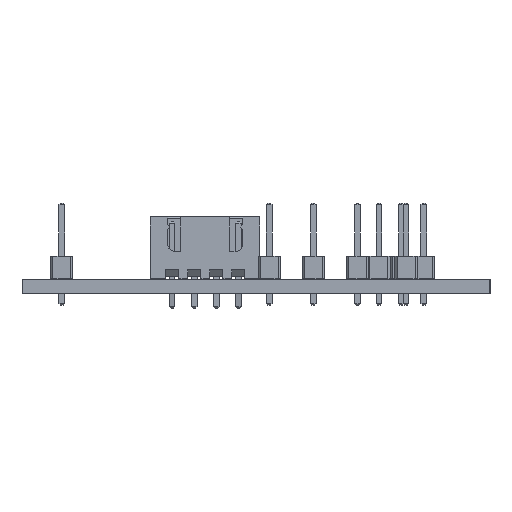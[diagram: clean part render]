
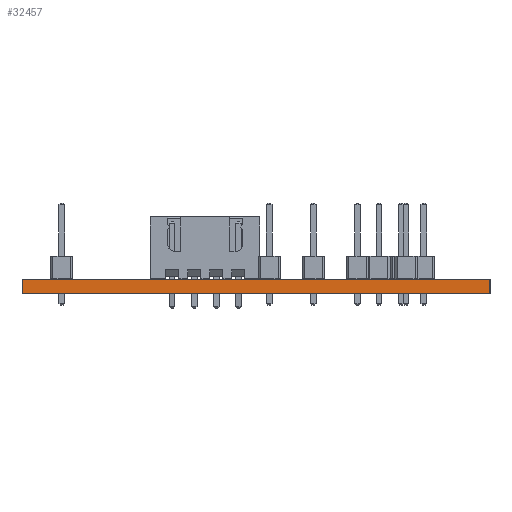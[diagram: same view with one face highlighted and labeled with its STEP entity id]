
A CAD part, left-side view. The second image highlights one B-rep face of the part: STEP entity #32457.
In plain terms, the highlighted planar face has unit normal (-1, 0, 0).
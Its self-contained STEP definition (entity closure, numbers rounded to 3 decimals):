
#32276 = PLANE('',#32277);
#32277 = AXIS2_PLACEMENT_3D('',#32278,#32279,#32280);
#32278 = CARTESIAN_POINT('',(175.,-40.,0.));
#32279 = DIRECTION('',(0.,-1.,0.));
#32280 = DIRECTION('',(-1.,0.,0.));
#32301 = VERTEX_POINT('',#32302);
#32302 = CARTESIAN_POINT('',(80.,-40.,1.6));
#32316 = PLANE('',#32317);
#32317 = AXIS2_PLACEMENT_3D('',#32318,#32319,#32320);
#32318 = CARTESIAN_POINT('',(127.5,-66.5,1.6));
#32319 = DIRECTION('',(0.,0.,1.));
#32320 = DIRECTION('',(1.,0.,-0.));
#32328 = EDGE_CURVE('',#32329,#32301,#32331,.T.);
#32329 = VERTEX_POINT('',#32330);
#32330 = CARTESIAN_POINT('',(80.,-40.,0.));
#32331 = SURFACE_CURVE('',#32332,(#32336,#32343),.PCURVE_S1.);
#32332 = LINE('',#32333,#32334);
#32333 = CARTESIAN_POINT('',(80.,-40.,0.));
#32334 = VECTOR('',#32335,1.);
#32335 = DIRECTION('',(0.,0.,1.));
#32336 = PCURVE('',#32276,#32337);
#32337 = DEFINITIONAL_REPRESENTATION('',(#32338),#32342);
#32338 = LINE('',#32339,#32340);
#32339 = CARTESIAN_POINT('',(95.,0.));
#32340 = VECTOR('',#32341,1.);
#32341 = DIRECTION('',(0.,-1.));
#32342 = ( GEOMETRIC_REPRESENTATION_CONTEXT(2) 
PARAMETRIC_REPRESENTATION_CONTEXT() REPRESENTATION_CONTEXT('2D SPACE',''
  ) );
#32343 = PCURVE('',#32344,#32349);
#32344 = PLANE('',#32345);
#32345 = AXIS2_PLACEMENT_3D('',#32346,#32347,#32348);
#32346 = CARTESIAN_POINT('',(80.,-40.,0.));
#32347 = DIRECTION('',(1.,0.,-0.));
#32348 = DIRECTION('',(0.,-1.,0.));
#32349 = DEFINITIONAL_REPRESENTATION('',(#32350),#32354);
#32350 = LINE('',#32351,#32352);
#32351 = CARTESIAN_POINT('',(0.,0.));
#32352 = VECTOR('',#32353,1.);
#32353 = DIRECTION('',(0.,-1.));
#32354 = ( GEOMETRIC_REPRESENTATION_CONTEXT(2) 
PARAMETRIC_REPRESENTATION_CONTEXT() REPRESENTATION_CONTEXT('2D SPACE',''
  ) );
#32370 = PLANE('',#32371);
#32371 = AXIS2_PLACEMENT_3D('',#32372,#32373,#32374);
#32372 = CARTESIAN_POINT('',(127.5,-66.5,0.));
#32373 = DIRECTION('',(0.,0.,1.));
#32374 = DIRECTION('',(1.,0.,-0.));
#32403 = PLANE('',#32404);
#32404 = AXIS2_PLACEMENT_3D('',#32405,#32406,#32407);
#32405 = CARTESIAN_POINT('',(80.,-93.,0.));
#32406 = DIRECTION('',(0.,1.,0.));
#32407 = DIRECTION('',(1.,0.,0.));
#32457 = ADVANCED_FACE('',(#32458),#32344,.F.);
#32458 = FACE_BOUND('',#32459,.F.);
#32459 = EDGE_LOOP('',(#32460,#32461,#32484,#32507));
#32460 = ORIENTED_EDGE('',*,*,#32328,.T.);
#32461 = ORIENTED_EDGE('',*,*,#32462,.T.);
#32462 = EDGE_CURVE('',#32301,#32463,#32465,.T.);
#32463 = VERTEX_POINT('',#32464);
#32464 = CARTESIAN_POINT('',(80.,-93.,1.6));
#32465 = SURFACE_CURVE('',#32466,(#32470,#32477),.PCURVE_S1.);
#32466 = LINE('',#32467,#32468);
#32467 = CARTESIAN_POINT('',(80.,-40.,1.6));
#32468 = VECTOR('',#32469,1.);
#32469 = DIRECTION('',(0.,-1.,0.));
#32470 = PCURVE('',#32344,#32471);
#32471 = DEFINITIONAL_REPRESENTATION('',(#32472),#32476);
#32472 = LINE('',#32473,#32474);
#32473 = CARTESIAN_POINT('',(0.,-1.6));
#32474 = VECTOR('',#32475,1.);
#32475 = DIRECTION('',(1.,0.));
#32476 = ( GEOMETRIC_REPRESENTATION_CONTEXT(2) 
PARAMETRIC_REPRESENTATION_CONTEXT() REPRESENTATION_CONTEXT('2D SPACE',''
  ) );
#32477 = PCURVE('',#32316,#32478);
#32478 = DEFINITIONAL_REPRESENTATION('',(#32479),#32483);
#32479 = LINE('',#32480,#32481);
#32480 = CARTESIAN_POINT('',(-47.5,26.5));
#32481 = VECTOR('',#32482,1.);
#32482 = DIRECTION('',(0.,-1.));
#32483 = ( GEOMETRIC_REPRESENTATION_CONTEXT(2) 
PARAMETRIC_REPRESENTATION_CONTEXT() REPRESENTATION_CONTEXT('2D SPACE',''
  ) );
#32484 = ORIENTED_EDGE('',*,*,#32485,.F.);
#32485 = EDGE_CURVE('',#32486,#32463,#32488,.T.);
#32486 = VERTEX_POINT('',#32487);
#32487 = CARTESIAN_POINT('',(80.,-93.,0.));
#32488 = SURFACE_CURVE('',#32489,(#32493,#32500),.PCURVE_S1.);
#32489 = LINE('',#32490,#32491);
#32490 = CARTESIAN_POINT('',(80.,-93.,0.));
#32491 = VECTOR('',#32492,1.);
#32492 = DIRECTION('',(0.,0.,1.));
#32493 = PCURVE('',#32344,#32494);
#32494 = DEFINITIONAL_REPRESENTATION('',(#32495),#32499);
#32495 = LINE('',#32496,#32497);
#32496 = CARTESIAN_POINT('',(53.,0.));
#32497 = VECTOR('',#32498,1.);
#32498 = DIRECTION('',(0.,-1.));
#32499 = ( GEOMETRIC_REPRESENTATION_CONTEXT(2) 
PARAMETRIC_REPRESENTATION_CONTEXT() REPRESENTATION_CONTEXT('2D SPACE',''
  ) );
#32500 = PCURVE('',#32403,#32501);
#32501 = DEFINITIONAL_REPRESENTATION('',(#32502),#32506);
#32502 = LINE('',#32503,#32504);
#32503 = CARTESIAN_POINT('',(0.,0.));
#32504 = VECTOR('',#32505,1.);
#32505 = DIRECTION('',(0.,-1.));
#32506 = ( GEOMETRIC_REPRESENTATION_CONTEXT(2) 
PARAMETRIC_REPRESENTATION_CONTEXT() REPRESENTATION_CONTEXT('2D SPACE',''
  ) );
#32507 = ORIENTED_EDGE('',*,*,#32508,.F.);
#32508 = EDGE_CURVE('',#32329,#32486,#32509,.T.);
#32509 = SURFACE_CURVE('',#32510,(#32514,#32521),.PCURVE_S1.);
#32510 = LINE('',#32511,#32512);
#32511 = CARTESIAN_POINT('',(80.,-40.,0.));
#32512 = VECTOR('',#32513,1.);
#32513 = DIRECTION('',(0.,-1.,0.));
#32514 = PCURVE('',#32344,#32515);
#32515 = DEFINITIONAL_REPRESENTATION('',(#32516),#32520);
#32516 = LINE('',#32517,#32518);
#32517 = CARTESIAN_POINT('',(0.,0.));
#32518 = VECTOR('',#32519,1.);
#32519 = DIRECTION('',(1.,0.));
#32520 = ( GEOMETRIC_REPRESENTATION_CONTEXT(2) 
PARAMETRIC_REPRESENTATION_CONTEXT() REPRESENTATION_CONTEXT('2D SPACE',''
  ) );
#32521 = PCURVE('',#32370,#32522);
#32522 = DEFINITIONAL_REPRESENTATION('',(#32523),#32527);
#32523 = LINE('',#32524,#32525);
#32524 = CARTESIAN_POINT('',(-47.5,26.5));
#32525 = VECTOR('',#32526,1.);
#32526 = DIRECTION('',(0.,-1.));
#32527 = ( GEOMETRIC_REPRESENTATION_CONTEXT(2) 
PARAMETRIC_REPRESENTATION_CONTEXT() REPRESENTATION_CONTEXT('2D SPACE',''
  ) );
